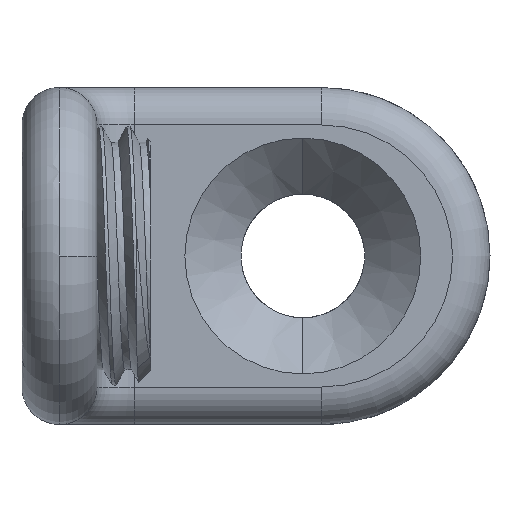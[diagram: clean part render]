
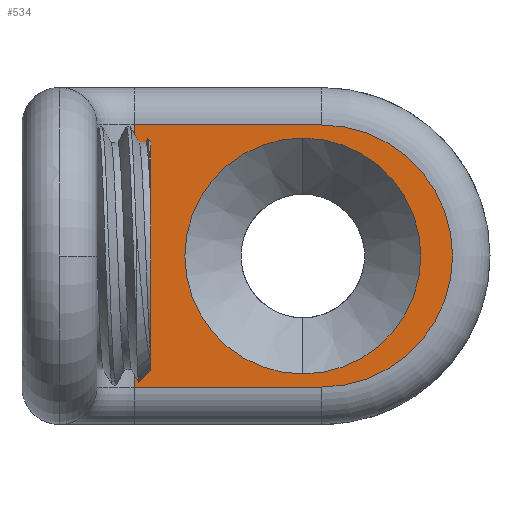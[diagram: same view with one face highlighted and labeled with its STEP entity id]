
A CAD part, left-side view. The second image highlights one B-rep face of the part: STEP entity #534.
In plain terms, the highlighted planar face has unit normal (-1, 0, 0).
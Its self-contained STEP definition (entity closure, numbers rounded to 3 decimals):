
#67 = DIRECTION ( 'NONE',  ( 0., 1., 0. ) ) ;
#90 = CARTESIAN_POINT ( 'NONE',  ( -5.5, -15., -6.3 ) ) ;
#186 = CARTESIAN_POINT ( 'NONE',  ( -5.5, -6., -9. ) ) ;
#424 = CARTESIAN_POINT ( 'NONE',  ( -5.5, -16., 7. ) ) ;
#482 = CIRCLE ( 'NONE', #2793, 6.3 ) ;
#524 = EDGE_LOOP ( 'NONE', ( #1972, #3056 ) ) ;
#534 = ADVANCED_FACE ( 'NONE', ( #1976, #1618 ), #2368, .F. ) ;
#614 = CARTESIAN_POINT ( 'NONE',  ( -5.5, -16., -7. ) ) ;
#648 = ORIENTED_EDGE ( 'NONE', *, *, #4880, .T. ) ;
#651 = AXIS2_PLACEMENT_3D ( 'NONE', #2819, #3567, #2419 ) ;
#663 = DIRECTION ( 'NONE',  ( 0., 0., 1. ) ) ;
#813 = LINE ( 'NONE', #4861, #4881 ) ;
#822 = CARTESIAN_POINT ( 'NONE',  ( -5.5, -15., 0. ) ) ;
#991 = LINE ( 'NONE', #1288, #1022 ) ;
#1007 = EDGE_CURVE ( 'NONE', #3597, #2949, #3477, .T. ) ;
#1022 = VECTOR ( 'NONE', #3792, 1000. ) ;
#1072 = DIRECTION ( 'NONE',  ( -1., 0., 0. ) ) ;
#1288 = CARTESIAN_POINT ( 'NONE',  ( -5.5, -16., -7. ) ) ;
#1618 = FACE_BOUND ( 'NONE', #524, .T. ) ;
#1856 = DIRECTION ( 'NONE',  ( 0., 0., -1. ) ) ;
#1860 = VECTOR ( 'NONE', #3870, 1000. ) ;
#1864 = AXIS2_PLACEMENT_3D ( 'NONE', #3850, #5101, #1856 ) ;
#1972 = ORIENTED_EDGE ( 'NONE', *, *, #2425, .F. ) ;
#1976 = FACE_OUTER_BOUND ( 'NONE', #2127, .T. ) ;
#2118 = EDGE_CURVE ( 'NONE', #2949, #4660, #813, .T. ) ;
#2127 = EDGE_LOOP ( 'NONE', ( #648, #2238, #2925, #4411 ) ) ;
#2196 = AXIS2_PLACEMENT_3D ( 'NONE', #822, #2457, #3608 ) ;
#2234 = VERTEX_POINT ( 'NONE', #4173 ) ;
#2238 = ORIENTED_EDGE ( 'NONE', *, *, #1007, .T. ) ;
#2368 = PLANE ( 'NONE',  #651 ) ;
#2381 = EDGE_CURVE ( 'NONE', #4660, #2234, #2621, .T. ) ;
#2419 = DIRECTION ( 'NONE',  ( 0., 0., -1. ) ) ;
#2425 = EDGE_CURVE ( 'NONE', #3322, #3306, #482, .T. ) ;
#2457 = DIRECTION ( 'NONE',  ( -1., 0., 0. ) ) ;
#2621 = LINE ( 'NONE', #186, #1860 ) ;
#2650 = CARTESIAN_POINT ( 'NONE',  ( -5.5, -15., 0. ) ) ;
#2793 = AXIS2_PLACEMENT_3D ( 'NONE', #2650, #1072, #663 ) ;
#2819 = CARTESIAN_POINT ( 'NONE',  ( -5.5, -25., 9. ) ) ;
#2873 = CIRCLE ( 'NONE', #2196, 6.3 ) ;
#2925 = ORIENTED_EDGE ( 'NONE', *, *, #2118, .T. ) ;
#2949 = VERTEX_POINT ( 'NONE', #424 ) ;
#3056 = ORIENTED_EDGE ( 'NONE', *, *, #5234, .F. ) ;
#3306 = VERTEX_POINT ( 'NONE', #90 ) ;
#3322 = VERTEX_POINT ( 'NONE', #3986 ) ;
#3477 = CIRCLE ( 'NONE', #1864, 7. ) ;
#3567 = DIRECTION ( 'NONE',  ( 1., 0., 0. ) ) ;
#3597 = VERTEX_POINT ( 'NONE', #614 ) ;
#3608 = DIRECTION ( 'NONE',  ( 0., 0., 1. ) ) ;
#3792 = DIRECTION ( 'NONE',  ( 0., -1., 0. ) ) ;
#3850 = CARTESIAN_POINT ( 'NONE',  ( -5.5, -16., 0. ) ) ;
#3870 = DIRECTION ( 'NONE',  ( 0., 0., -1. ) ) ;
#3986 = CARTESIAN_POINT ( 'NONE',  ( -5.5, -15., 6.3 ) ) ;
#4173 = CARTESIAN_POINT ( 'NONE',  ( -5.5, -6., -7. ) ) ;
#4411 = ORIENTED_EDGE ( 'NONE', *, *, #2381, .T. ) ;
#4660 = VERTEX_POINT ( 'NONE', #4948 ) ;
#4861 = CARTESIAN_POINT ( 'NONE',  ( -5.5, -25., 7. ) ) ;
#4880 = EDGE_CURVE ( 'NONE', #2234, #3597, #991, .T. ) ;
#4881 = VECTOR ( 'NONE', #67, 1000. ) ;
#4948 = CARTESIAN_POINT ( 'NONE',  ( -5.5, -6., 7. ) ) ;
#5101 = DIRECTION ( 'NONE',  ( -1., 0., 0. ) ) ;
#5234 = EDGE_CURVE ( 'NONE', #3306, #3322, #2873, .T. ) ;
